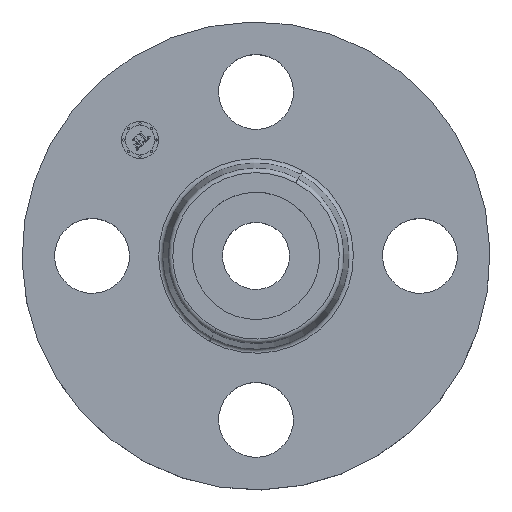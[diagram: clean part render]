
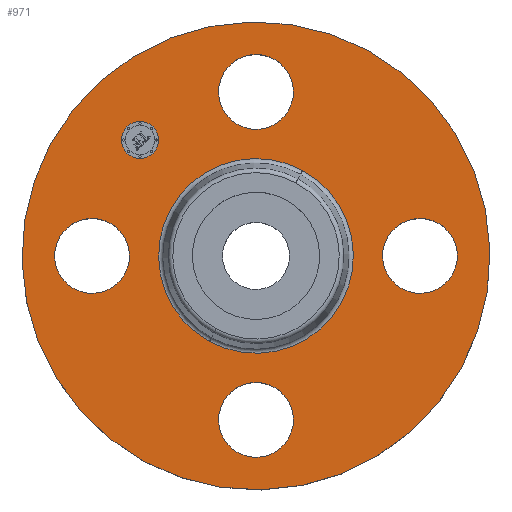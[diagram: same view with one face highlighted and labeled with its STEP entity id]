
A CAD part, top view. The second image highlights one B-rep face of the part: STEP entity #971.
In plain terms, the highlighted planar face has unit normal (0, 0, 1).
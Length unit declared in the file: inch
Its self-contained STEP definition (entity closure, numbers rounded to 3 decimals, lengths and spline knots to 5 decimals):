
#385=AXIS2_PLACEMENT_3D('Circle Axis2P3D',#383,#384,$) ;
#404=AXIS2_PLACEMENT_3D('Circle Axis2P3D',#402,#403,$) ;
#435=AXIS2_PLACEMENT_3D('Circle Axis2P3D',#433,#434,$) ;
#447=AXIS2_PLACEMENT_3D('Circle Axis2P3D',#445,#446,$) ;
#478=AXIS2_PLACEMENT_3D('Circle Axis2P3D',#476,#477,$) ;
#490=AXIS2_PLACEMENT_3D('Circle Axis2P3D',#488,#489,$) ;
#521=AXIS2_PLACEMENT_3D('Circle Axis2P3D',#519,#520,$) ;
#533=AXIS2_PLACEMENT_3D('Circle Axis2P3D',#531,#532,$) ;
#564=AXIS2_PLACEMENT_3D('Circle Axis2P3D',#562,#563,$) ;
#576=AXIS2_PLACEMENT_3D('Circle Axis2P3D',#574,#575,$) ;
#593=AXIS2_PLACEMENT_3D('Circle Axis2P3D',#591,#592,$) ;
#628=AXIS2_PLACEMENT_3D('Circle Axis2P3D',#626,#627,$) ;
#927=AXIS2_PLACEMENT_3D('Plane Axis2P3D',#924,#925,#926) ;
#955=AXIS2_PLACEMENT_3D('Circle Axis2P3D',#953,#954,$) ;
#964=AXIS2_PLACEMENT_3D('Circle Axis2P3D',#962,#963,$) ;
#380=CARTESIAN_POINT('Vertex',(-1.4982,-2.74245,1.12)) ;
#383=CARTESIAN_POINT('Axis2P3D Location',(0.,0.,1.12)) ;
#387=CARTESIAN_POINT('Vertex',(1.4982,2.74245,1.12)) ;
#402=CARTESIAN_POINT('Axis2P3D Location',(0.,0.,1.12)) ;
#423=CARTESIAN_POINT('Vertex',(-1.95029,0.43879,1.12)) ;
#430=CARTESIAN_POINT('Vertex',(-2.42971,-0.43879,1.12)) ;
#433=CARTESIAN_POINT('Axis2P3D Location',(-2.19,0.,1.12)) ;
#445=CARTESIAN_POINT('Axis2P3D Location',(-2.19,0.,1.12)) ;
#466=CARTESIAN_POINT('Vertex',(-0.43879,-1.95029,1.12)) ;
#473=CARTESIAN_POINT('Vertex',(0.43879,-2.42971,1.12)) ;
#476=CARTESIAN_POINT('Axis2P3D Location',(0.,-2.19,1.12)) ;
#488=CARTESIAN_POINT('Axis2P3D Location',(0.,-2.19,1.12)) ;
#509=CARTESIAN_POINT('Vertex',(1.95029,-0.43879,1.12)) ;
#516=CARTESIAN_POINT('Vertex',(2.42971,0.43879,1.12)) ;
#519=CARTESIAN_POINT('Axis2P3D Location',(2.19,0.,1.12)) ;
#531=CARTESIAN_POINT('Axis2P3D Location',(2.19,0.,1.12)) ;
#552=CARTESIAN_POINT('Vertex',(-0.43879,2.42971,1.12)) ;
#559=CARTESIAN_POINT('Vertex',(0.43879,1.95029,1.12)) ;
#562=CARTESIAN_POINT('Axis2P3D Location',(0.,2.19,1.12)) ;
#574=CARTESIAN_POINT('Axis2P3D Location',(0.,2.19,1.12)) ;
#591=CARTESIAN_POINT('Axis2P3D Location',(0.,0.,1.12)) ;
#595=CARTESIAN_POINT('Vertex',(0.62342,1.14116,1.12)) ;
#597=CARTESIAN_POINT('Vertex',(-0.62342,-1.14116,1.12)) ;
#626=CARTESIAN_POINT('Axis2P3D Location',(0.,0.,1.12)) ;
#924=CARTESIAN_POINT('Axis2P3D Location',(0.,3.125,1.12)) ;
#953=CARTESIAN_POINT('Axis2P3D Location',(-1.54856,1.54856,1.12)) ;
#957=CARTESIAN_POINT('Vertex',(-1.72357,1.37355,1.12)) ;
#959=CARTESIAN_POINT('Vertex',(-1.37355,1.72357,1.12)) ;
#962=CARTESIAN_POINT('Axis2P3D Location',(-1.54856,1.54856,1.12)) ;
#384=DIRECTION('Axis2P3D Direction',(0.,0.,-0.039)) ;
#403=DIRECTION('Axis2P3D Direction',(0.,0.,-0.039)) ;
#434=DIRECTION('Axis2P3D Direction',(0.,0.,-0.039)) ;
#446=DIRECTION('Axis2P3D Direction',(0.,0.,-0.039)) ;
#477=DIRECTION('Axis2P3D Direction',(-0.,0.,-0.039)) ;
#489=DIRECTION('Axis2P3D Direction',(-0.,0.,-0.039)) ;
#520=DIRECTION('Axis2P3D Direction',(0.,-0.,-0.039)) ;
#532=DIRECTION('Axis2P3D Direction',(0.,-0.,-0.039)) ;
#563=DIRECTION('Axis2P3D Direction',(0.,-0.,-0.039)) ;
#575=DIRECTION('Axis2P3D Direction',(0.,-0.,-0.039)) ;
#592=DIRECTION('Axis2P3D Direction',(0.,0.,-0.039)) ;
#627=DIRECTION('Axis2P3D Direction',(0.,0.,-0.039)) ;
#925=DIRECTION('Axis2P3D Direction',(0.,0.,-0.039)) ;
#926=DIRECTION('Axis2P3D XDirection',(0.039,0.,0.)) ;
#954=DIRECTION('Axis2P3D Direction',(0.,0.,-0.039)) ;
#963=DIRECTION('Axis2P3D Direction',(0.,0.,-0.039)) ;
#930=ORIENTED_EDGE('',*,*,#406,.F.) ;
#931=ORIENTED_EDGE('',*,*,#389,.F.) ;
#934=ORIENTED_EDGE('',*,*,#566,.T.) ;
#935=ORIENTED_EDGE('',*,*,#578,.T.) ;
#938=ORIENTED_EDGE('',*,*,#630,.T.) ;
#939=ORIENTED_EDGE('',*,*,#599,.T.) ;
#942=ORIENTED_EDGE('',*,*,#523,.T.) ;
#943=ORIENTED_EDGE('',*,*,#535,.T.) ;
#946=ORIENTED_EDGE('',*,*,#480,.T.) ;
#947=ORIENTED_EDGE('',*,*,#492,.T.) ;
#950=ORIENTED_EDGE('',*,*,#437,.T.) ;
#951=ORIENTED_EDGE('',*,*,#449,.T.) ;
#968=ORIENTED_EDGE('',*,*,#961,.T.) ;
#969=ORIENTED_EDGE('',*,*,#966,.T.) ;
#936=FACE_BOUND('',#933,.T.) ;
#940=FACE_BOUND('',#937,.T.) ;
#944=FACE_BOUND('',#941,.T.) ;
#948=FACE_BOUND('',#945,.T.) ;
#952=FACE_BOUND('',#949,.T.) ;
#970=FACE_BOUND('',#967,.T.) ;
#971=ADVANCED_FACE('PartBody',(#932,#936,#940,#944,#948,#952,#970),#928,.F.) ;
#386=CIRCLE('generated circle',#385,3.125) ;
#405=CIRCLE('generated circle',#404,3.125) ;
#436=CIRCLE('generated circle',#435,0.5) ;
#448=CIRCLE('generated circle',#447,0.5) ;
#479=CIRCLE('generated circle',#478,0.5) ;
#491=CIRCLE('generated circle',#490,0.5) ;
#522=CIRCLE('generated circle',#521,0.5) ;
#534=CIRCLE('generated circle',#533,0.5) ;
#565=CIRCLE('generated circle',#564,0.5) ;
#577=CIRCLE('generated circle',#576,0.5) ;
#594=CIRCLE('generated circle',#593,1.30035) ;
#629=CIRCLE('generated circle',#628,1.30035) ;
#956=CIRCLE('generated circle',#955,0.2475) ;
#965=CIRCLE('generated circle',#964,0.2475) ;
#389=EDGE_CURVE('',#381,#388,#386,.T.) ;
#406=EDGE_CURVE('',#388,#381,#405,.T.) ;
#437=EDGE_CURVE('',#424,#431,#436,.T.) ;
#449=EDGE_CURVE('',#431,#424,#448,.T.) ;
#480=EDGE_CURVE('',#467,#474,#479,.T.) ;
#492=EDGE_CURVE('',#474,#467,#491,.T.) ;
#523=EDGE_CURVE('',#510,#517,#522,.T.) ;
#535=EDGE_CURVE('',#517,#510,#534,.T.) ;
#566=EDGE_CURVE('',#553,#560,#565,.T.) ;
#578=EDGE_CURVE('',#560,#553,#577,.T.) ;
#599=EDGE_CURVE('',#596,#598,#594,.T.) ;
#630=EDGE_CURVE('',#598,#596,#629,.T.) ;
#961=EDGE_CURVE('',#958,#960,#956,.T.) ;
#966=EDGE_CURVE('',#960,#958,#965,.T.) ;
#929=EDGE_LOOP('',(#930,#931)) ;
#933=EDGE_LOOP('',(#934,#935)) ;
#937=EDGE_LOOP('',(#938,#939)) ;
#941=EDGE_LOOP('',(#942,#943)) ;
#945=EDGE_LOOP('',(#946,#947)) ;
#949=EDGE_LOOP('',(#950,#951)) ;
#967=EDGE_LOOP('',(#968,#969)) ;
#932=FACE_OUTER_BOUND('',#929,.T.) ;
#928=PLANE('',#927) ;
#381=VERTEX_POINT('',#380) ;
#388=VERTEX_POINT('',#387) ;
#424=VERTEX_POINT('',#423) ;
#431=VERTEX_POINT('',#430) ;
#467=VERTEX_POINT('',#466) ;
#474=VERTEX_POINT('',#473) ;
#510=VERTEX_POINT('',#509) ;
#517=VERTEX_POINT('',#516) ;
#553=VERTEX_POINT('',#552) ;
#560=VERTEX_POINT('',#559) ;
#596=VERTEX_POINT('',#595) ;
#598=VERTEX_POINT('',#597) ;
#958=VERTEX_POINT('',#957) ;
#960=VERTEX_POINT('',#959) ;
